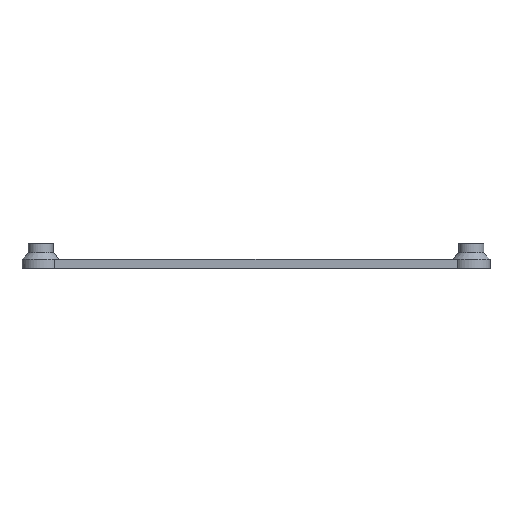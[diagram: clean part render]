
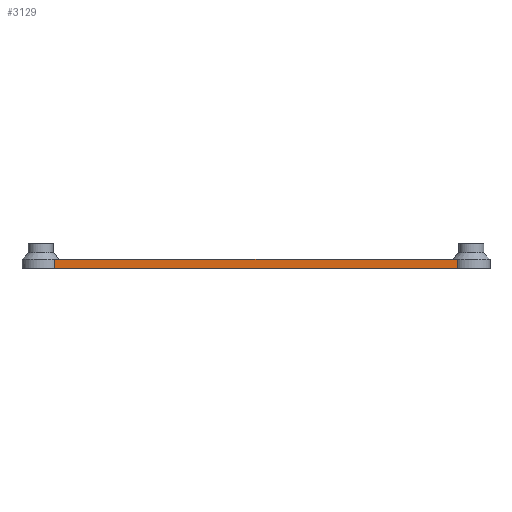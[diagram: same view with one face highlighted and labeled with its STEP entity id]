
A CAD part, front view. The second image highlights one B-rep face of the part: STEP entity #3129.
In plain terms, the highlighted planar face has unit normal (0, -1, 0).
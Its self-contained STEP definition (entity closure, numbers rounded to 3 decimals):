
#123 = VECTOR ( 'NONE', #3396, 1000. ) ;
#159 = FACE_OUTER_BOUND ( 'NONE', #1147, .T. ) ;
#317 = CARTESIAN_POINT ( 'NONE',  ( 64.778, -47.5, 0. ) ) ;
#332 = AXIS2_PLACEMENT_3D ( 'NONE', #3488, #522, #1813 ) ;
#522 = DIRECTION ( 'NONE',  ( 0., 1., 0. ) ) ;
#555 = LINE ( 'NONE', #3466, #679 ) ;
#595 = CARTESIAN_POINT ( 'NONE',  ( -64.778, -47.5, 3. ) ) ;
#637 = VERTEX_POINT ( 'NONE', #317 ) ;
#679 = VECTOR ( 'NONE', #3235, 1000. ) ;
#905 = DIRECTION ( 'NONE',  ( 0., 0., 1. ) ) ;
#982 = CARTESIAN_POINT ( 'NONE',  ( 64.778, -47.5, 3. ) ) ;
#1046 = ORIENTED_EDGE ( 'NONE', *, *, #2869, .T. ) ;
#1138 = EDGE_CURVE ( 'NONE', #2632, #2524, #555, .T. ) ;
#1147 = EDGE_LOOP ( 'NONE', ( #2148, #1046, #3117, #1288 ) ) ;
#1288 = ORIENTED_EDGE ( 'NONE', *, *, #2912, .T. ) ;
#1700 = VECTOR ( 'NONE', #2775, 1000. ) ;
#1744 = LINE ( 'NONE', #2801, #2165 ) ;
#1790 = LINE ( 'NONE', #2583, #123 ) ;
#1813 = DIRECTION ( 'NONE',  ( 0., 0., 1. ) ) ;
#2148 = ORIENTED_EDGE ( 'NONE', *, *, #1138, .F. ) ;
#2165 = VECTOR ( 'NONE', #905, 1000. ) ;
#2242 = EDGE_CURVE ( 'NONE', #2485, #637, #1790, .T. ) ;
#2340 = CARTESIAN_POINT ( 'NONE',  ( -64.778, -47.5, 0. ) ) ;
#2485 = VERTEX_POINT ( 'NONE', #2340 ) ;
#2524 = VERTEX_POINT ( 'NONE', #982 ) ;
#2583 = CARTESIAN_POINT ( 'NONE',  ( 73.25, -47.5, 0. ) ) ;
#2632 = VERTEX_POINT ( 'NONE', #2662 ) ;
#2662 = CARTESIAN_POINT ( 'NONE',  ( -64.778, -47.5, 3. ) ) ;
#2775 = DIRECTION ( 'NONE',  ( 0., 0., -1. ) ) ;
#2801 = CARTESIAN_POINT ( 'NONE',  ( 64.778, -47.5, 3. ) ) ;
#2869 = EDGE_CURVE ( 'NONE', #2632, #2485, #3490, .T. ) ;
#2912 = EDGE_CURVE ( 'NONE', #637, #2524, #1744, .T. ) ;
#3117 = ORIENTED_EDGE ( 'NONE', *, *, #2242, .T. ) ;
#3129 = ADVANCED_FACE ( 'NONE', ( #159 ), #3221, .F. ) ;
#3221 = PLANE ( 'NONE',  #332 ) ;
#3235 = DIRECTION ( 'NONE',  ( 1., 0., 0. ) ) ;
#3396 = DIRECTION ( 'NONE',  ( 1., 0., 0. ) ) ;
#3466 = CARTESIAN_POINT ( 'NONE',  ( 73.25, -47.5, 3. ) ) ;
#3488 = CARTESIAN_POINT ( 'NONE',  ( 73.25, -47.5, 3. ) ) ;
#3490 = LINE ( 'NONE', #595, #1700 ) ;
